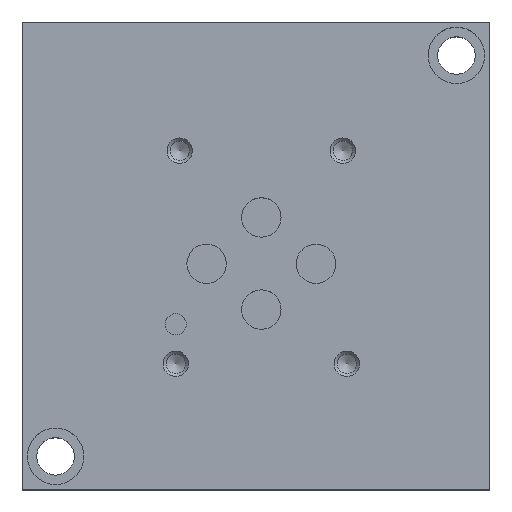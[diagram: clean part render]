
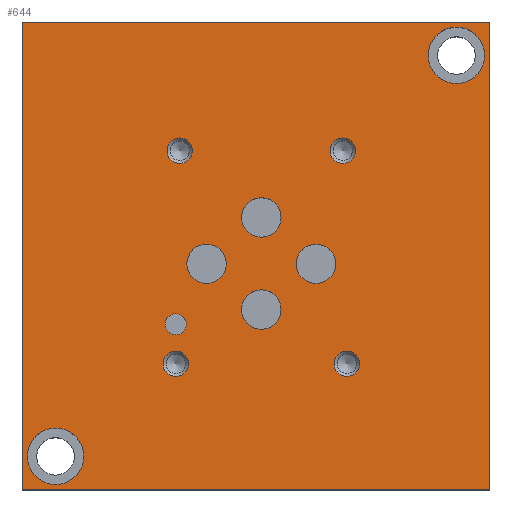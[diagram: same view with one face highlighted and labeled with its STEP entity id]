
A CAD part, top view. The second image highlights one B-rep face of the part: STEP entity #644.
In plain terms, the highlighted planar face has unit normal (0, 0, 1).
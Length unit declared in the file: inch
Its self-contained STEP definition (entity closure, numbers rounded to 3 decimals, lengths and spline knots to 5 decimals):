
#644 = ADVANCED_FACE( '', ( #1357, #1358, #1359, #1360, #1361, #1362, #1363, #1364, #1365, #1366, #1367, #1368 ), #1369, .F. );
#1357 = FACE_BOUND( '', #2088, .T. );
#1358 = FACE_BOUND( '', #2089, .T. );
#1359 = FACE_BOUND( '', #2090, .T. );
#1360 = FACE_BOUND( '', #2091, .T. );
#1361 = FACE_BOUND( '', #2092, .T. );
#1362 = FACE_BOUND( '', #2093, .T. );
#1363 = FACE_BOUND( '', #2094, .T. );
#1364 = FACE_BOUND( '', #2095, .T. );
#1365 = FACE_BOUND( '', #2096, .T. );
#1366 = FACE_BOUND( '', #2097, .T. );
#1367 = FACE_BOUND( '', #2098, .T. );
#1368 = FACE_OUTER_BOUND( '', #2099, .T. );
#1369 = PLANE( '', #2100 );
#2088 = EDGE_LOOP( '', ( #3863 ) );
#2089 = EDGE_LOOP( '', ( #3864 ) );
#2090 = EDGE_LOOP( '', ( #3865 ) );
#2091 = EDGE_LOOP( '', ( #3866 ) );
#2092 = EDGE_LOOP( '', ( #3867 ) );
#2093 = EDGE_LOOP( '', ( #3868 ) );
#2094 = EDGE_LOOP( '', ( #3869 ) );
#2095 = EDGE_LOOP( '', ( #3870 ) );
#2096 = EDGE_LOOP( '', ( #3871 ) );
#2097 = EDGE_LOOP( '', ( #3872 ) );
#2098 = EDGE_LOOP( '', ( #3873 ) );
#2099 = EDGE_LOOP( '', ( #3874, #3875, #3876, #3877 ) );
#2100 = AXIS2_PLACEMENT_3D( '', #3878, #3879, #3880 );
#3863 = ORIENTED_EDGE( '', *, *, #4084, .T. );
#3864 = ORIENTED_EDGE( '', *, *, #4482, .T. );
#3865 = ORIENTED_EDGE( '', *, *, #4583, .F. );
#3866 = ORIENTED_EDGE( '', *, *, #4523, .F. );
#3867 = ORIENTED_EDGE( '', *, *, #4689, .F. );
#3868 = ORIENTED_EDGE( '', *, *, #4624, .F. );
#3869 = ORIENTED_EDGE( '', *, *, #4140, .F. );
#3870 = ORIENTED_EDGE( '', *, *, #4337, .F. );
#3871 = ORIENTED_EDGE( '', *, *, #4426, .F. );
#3872 = ORIENTED_EDGE( '', *, *, #4349, .F. );
#3873 = ORIENTED_EDGE( '', *, *, #4593, .F. );
#3874 = ORIENTED_EDGE( '', *, *, #4634, .T. );
#3875 = ORIENTED_EDGE( '', *, *, #4694, .F. );
#3876 = ORIENTED_EDGE( '', *, *, #4512, .F. );
#3877 = ORIENTED_EDGE( '', *, *, #4353, .T. );
#3878 = CARTESIAN_POINT( '', ( 3.5, 3.5, 1.5 ) );
#3879 = DIRECTION( '', ( 0., 0., -1. ) );
#3880 = DIRECTION( '', ( -1., 0., 0. ) );
#4084 = EDGE_CURVE( '', #4863, #4863, #4864, .T. );
#4140 = EDGE_CURVE( '', #4958, #4958, #4959, .T. );
#4337 = EDGE_CURVE( '', #5289, #5289, #5290, .T. );
#4349 = EDGE_CURVE( '', #5305, #5305, #5306, .T. );
#4353 = EDGE_CURVE( '', #5312, #5310, #5313, .T. );
#4426 = EDGE_CURVE( '', #5418, #5418, #5419, .T. );
#4482 = EDGE_CURVE( '', #5499, #5499, #5500, .T. );
#4512 = EDGE_CURVE( '', #5312, #5533, #5534, .T. );
#4523 = EDGE_CURVE( '', #5546, #5546, #5547, .T. );
#4583 = EDGE_CURVE( '', #5625, #5625, #5626, .T. );
#4593 = EDGE_CURVE( '', #5636, #5636, #5637, .T. );
#4624 = EDGE_CURVE( '', #5672, #5672, #5673, .T. );
#4634 = EDGE_CURVE( '', #5310, #5682, #5684, .T. );
#4689 = EDGE_CURVE( '', #5742, #5742, #5743, .T. );
#4694 = EDGE_CURVE( '', #5533, #5682, #5748, .T. );
#4863 = VERTEX_POINT( '', #5965 );
#4864 = CIRCLE( '', #5966, 0.211 );
#4958 = VERTEX_POINT( '', #6095 );
#4959 = CIRCLE( '', #6096, 0.079 );
#5289 = VERTEX_POINT( '', #6550 );
#5290 = CIRCLE( '', #6551, 0.1475 );
#5305 = VERTEX_POINT( '', #6572 );
#5306 = CIRCLE( '', #6573, 0.1475 );
#5310 = VERTEX_POINT( '', #6577 );
#5312 = VERTEX_POINT( '', #6580 );
#5313 = LINE( '', #6581, #6582 );
#5418 = VERTEX_POINT( '', #6722 );
#5419 = CIRCLE( '', #6723, 0.1475 );
#5499 = VERTEX_POINT( '', #6826 );
#5500 = CIRCLE( '', #6827, 0.211 );
#5533 = VERTEX_POINT( '', #6872 );
#5534 = LINE( '', #6873, #6874 );
#5546 = VERTEX_POINT( '', #6894 );
#5547 = CIRCLE( '', #6895, 0.095 );
#5625 = VERTEX_POINT( '', #6999 );
#5626 = CIRCLE( '', #7000, 0.095 );
#5636 = VERTEX_POINT( '', #7013 );
#5637 = CIRCLE( '', #7014, 0.1475 );
#5672 = VERTEX_POINT( '', #7061 );
#5673 = CIRCLE( '', #7062, 0.095 );
#5682 = VERTEX_POINT( '', #7073 );
#5684 = LINE( '', #7076, #7077 );
#5742 = VERTEX_POINT( '', #7153 );
#5743 = CIRCLE( '', #7154, 0.095 );
#5748 = LINE( '', #7159, #7160 );
#5965 = CARTESIAN_POINT( '', ( 3.039, 3.25, 1.5 ) );
#5966 = AXIS2_PLACEMENT_3D( '', #7294, #7295, #7296 );
#6095 = CARTESIAN_POINT( '', ( 1.229, 1.238, 1.5 ) );
#6096 = AXIS2_PLACEMENT_3D( '', #7353, #7354, #7355 );
#6550 = CARTESIAN_POINT( '', ( 1.9375, 1.348, 1.5 ) );
#6551 = AXIS2_PLACEMENT_3D( '', #7606, #7607, #7608 );
#6572 = CARTESIAN_POINT( '', ( 2.3465, 1.69, 1.5 ) );
#6573 = AXIS2_PLACEMENT_3D( '', #7618, #7619, #7620 );
#6577 = CARTESIAN_POINT( '', ( 0., 3.5, 1.5 ) );
#6580 = CARTESIAN_POINT( '', ( 3.5, 3.5, 1.5 ) );
#6581 = CARTESIAN_POINT( '', ( 3.5, 3.5, 1.5 ) );
#6582 = VECTOR( '', #7625, 39.37008 );
#6722 = CARTESIAN_POINT( '', ( 1.9375, 2.037, 1.5 ) );
#6723 = AXIS2_PLACEMENT_3D( '', #7703, #7704, #7705 );
#6826 = CARTESIAN_POINT( '', ( 0.039, 0.25, 1.5 ) );
#6827 = AXIS2_PLACEMENT_3D( '', #7780, #7781, #7782 );
#6872 = CARTESIAN_POINT( '', ( 3.5, 0., 1.5 ) );
#6873 = CARTESIAN_POINT( '', ( 3.5, 3.5, 1.5 ) );
#6874 = VECTOR( '', #7798, 39.37008 );
#6894 = CARTESIAN_POINT( '', ( 1.245, 0.942, 1.5 ) );
#6895 = AXIS2_PLACEMENT_3D( '', #7807, #7808, #7809 );
#6999 = CARTESIAN_POINT( '', ( 1.274, 2.537, 1.5 ) );
#7000 = AXIS2_PLACEMENT_3D( '', #7869, #7870, #7871 );
#7013 = CARTESIAN_POINT( '', ( 1.5275, 1.69, 1.5 ) );
#7014 = AXIS2_PLACEMENT_3D( '', #7875, #7876, #7877 );
#7061 = CARTESIAN_POINT( '', ( 2.495, 2.537, 1.5 ) );
#7062 = AXIS2_PLACEMENT_3D( '', #7899, #7900, #7901 );
#7073 = CARTESIAN_POINT( '', ( 0., 0., 1.5 ) );
#7076 = CARTESIAN_POINT( '', ( 0., 3.5, 1.5 ) );
#7077 = VECTOR( '', #7908, 39.37008 );
#7153 = CARTESIAN_POINT( '', ( 2.525, 0.942, 1.5 ) );
#7154 = AXIS2_PLACEMENT_3D( '', #7930, #7931, #7932 );
#7159 = CARTESIAN_POINT( '', ( 3.5, 0., 1.5 ) );
#7160 = VECTOR( '', #7933, 39.37008 );
#7294 = CARTESIAN_POINT( '', ( 3.25, 3.25, 1.5 ) );
#7295 = DIRECTION( '', ( 0., 0., -1. ) );
#7296 = DIRECTION( '', ( -1., 0., 0. ) );
#7353 = CARTESIAN_POINT( '', ( 1.15, 1.238, 1.5 ) );
#7354 = DIRECTION( '', ( 0., 0., 1. ) );
#7355 = DIRECTION( '', ( 1., 0., 0. ) );
#7606 = CARTESIAN_POINT( '', ( 1.79, 1.348, 1.5 ) );
#7607 = DIRECTION( '', ( 0., 0., 1. ) );
#7608 = DIRECTION( '', ( 1., 0., 0. ) );
#7618 = CARTESIAN_POINT( '', ( 2.199, 1.69, 1.5 ) );
#7619 = DIRECTION( '', ( 0., 0., 1. ) );
#7620 = DIRECTION( '', ( 1., 0., 0. ) );
#7625 = DIRECTION( '', ( -1., 0., 0. ) );
#7703 = CARTESIAN_POINT( '', ( 1.79, 2.037, 1.5 ) );
#7704 = DIRECTION( '', ( 0., 0., 1. ) );
#7705 = DIRECTION( '', ( 1., 0., 0. ) );
#7780 = CARTESIAN_POINT( '', ( 0.25, 0.25, 1.5 ) );
#7781 = DIRECTION( '', ( 0., 0., -1. ) );
#7782 = DIRECTION( '', ( -1., 0., 0. ) );
#7798 = DIRECTION( '', ( 0., -1., 0. ) );
#7807 = CARTESIAN_POINT( '', ( 1.15, 0.942, 1.5 ) );
#7808 = DIRECTION( '', ( 0., 0., 1. ) );
#7809 = DIRECTION( '', ( 1., 0., 0. ) );
#7869 = CARTESIAN_POINT( '', ( 1.179, 2.537, 1.5 ) );
#7870 = DIRECTION( '', ( 0., 0., 1. ) );
#7871 = DIRECTION( '', ( 1., 0., 0. ) );
#7875 = CARTESIAN_POINT( '', ( 1.38, 1.69, 1.5 ) );
#7876 = DIRECTION( '', ( 0., 0., 1. ) );
#7877 = DIRECTION( '', ( 1., 0., 0. ) );
#7899 = CARTESIAN_POINT( '', ( 2.4, 2.537, 1.5 ) );
#7900 = DIRECTION( '', ( 0., 0., 1. ) );
#7901 = DIRECTION( '', ( 1., 0., 0. ) );
#7908 = DIRECTION( '', ( 0., -1., 0. ) );
#7930 = CARTESIAN_POINT( '', ( 2.43, 0.942, 1.5 ) );
#7931 = DIRECTION( '', ( 0., 0., 1. ) );
#7932 = DIRECTION( '', ( 1., 0., 0. ) );
#7933 = DIRECTION( '', ( -1., 0., 0. ) );
